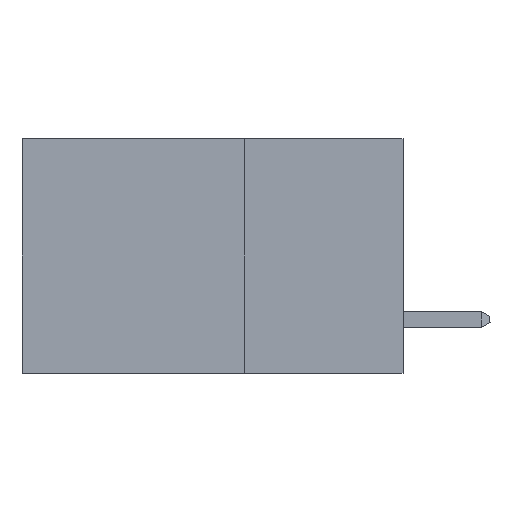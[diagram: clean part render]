
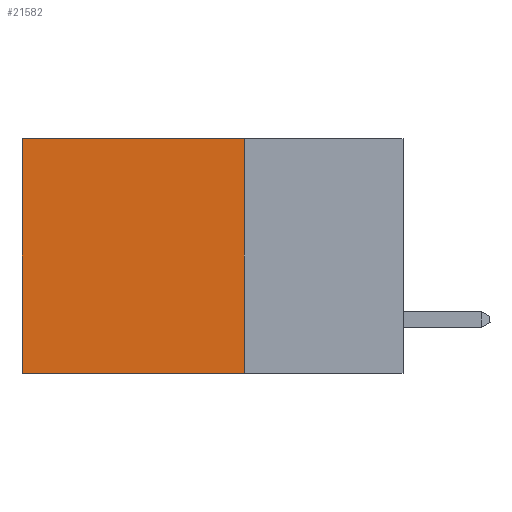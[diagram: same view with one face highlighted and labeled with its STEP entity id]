
A CAD part, left-side view. The second image highlights one B-rep face of the part: STEP entity #21582.
In plain terms, the highlighted planar face has unit normal (-1, 0, 0).
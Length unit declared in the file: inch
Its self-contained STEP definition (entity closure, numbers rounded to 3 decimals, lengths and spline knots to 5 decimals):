
#2148 = VERTEX_POINT ( 'NONE', #10374 ) ;
#2830 = DIRECTION ( 'NONE',  ( 0., 0., -1. ) ) ;
#4030 = VECTOR ( 'NONE', #18376, 39.37008 ) ;
#9860 = EDGE_LOOP ( 'NONE', ( #45905, #10101, #12952, #18685 ) ) ;
#9961 = VERTEX_POINT ( 'NONE', #35990 ) ;
#10101 = ORIENTED_EDGE ( 'NONE', *, *, #43217, .F. ) ;
#10374 = CARTESIAN_POINT ( 'NONE',  ( 0.2875, 0.25, 0. ) ) ;
#10529 = LINE ( 'NONE', #45966, #46350 ) ;
#10545 = VERTEX_POINT ( 'NONE', #47361 ) ;
#10670 = EDGE_CURVE ( 'NONE', #2148, #9961, #10529, .T. ) ;
#12952 = ORIENTED_EDGE ( 'NONE', *, *, #21821, .F. ) ;
#13312 = DIRECTION ( 'NONE',  ( 1., 0., 0. ) ) ;
#16910 = DIRECTION ( 'NONE',  ( 0., 0., -1. ) ) ;
#17545 = LINE ( 'NONE', #22480, #45427 ) ;
#18376 = DIRECTION ( 'NONE',  ( 0., 0., -1. ) ) ;
#18685 = ORIENTED_EDGE ( 'NONE', *, *, #10670, .T. ) ;
#19394 = CARTESIAN_POINT ( 'NONE',  ( 0.2875, 0.25, -0.37 ) ) ;
#21160 = PLANE ( 'NONE',  #46451 ) ;
#21582 = ADVANCED_FACE ( 'NONE', ( #32092 ), #21160, .F. ) ;
#21821 = EDGE_CURVE ( 'NONE', #2148, #42234, #17545, .T. ) ;
#22224 = LINE ( 'NONE', #41730, #4030 ) ;
#22480 = CARTESIAN_POINT ( 'NONE',  ( 0.2875, 0.25, 0. ) ) ;
#30955 = LINE ( 'NONE', #19394, #45513 ) ;
#32092 = FACE_OUTER_BOUND ( 'NONE', #9860, .T. ) ;
#34627 = EDGE_CURVE ( 'NONE', #9961, #10545, #22224, .T. ) ;
#35990 = CARTESIAN_POINT ( 'NONE',  ( 0.2875, 0.6, 0. ) ) ;
#41730 = CARTESIAN_POINT ( 'NONE',  ( 0.2875, 0.6, 0. ) ) ;
#42050 = DIRECTION ( 'NONE',  ( 0., 1., 0. ) ) ;
#42234 = VERTEX_POINT ( 'NONE', #47277 ) ;
#43217 = EDGE_CURVE ( 'NONE', #42234, #10545, #30955, .T. ) ;
#45427 = VECTOR ( 'NONE', #2830, 39.37008 ) ;
#45513 = VECTOR ( 'NONE', #50226, 39.37008 ) ;
#45905 = ORIENTED_EDGE ( 'NONE', *, *, #34627, .T. ) ;
#45966 = CARTESIAN_POINT ( 'NONE',  ( 0.2875, 0.25, 0. ) ) ;
#46350 = VECTOR ( 'NONE', #42050, 39.37008 ) ;
#46451 = AXIS2_PLACEMENT_3D ( 'NONE', #48260, #13312, #16910 ) ;
#47277 = CARTESIAN_POINT ( 'NONE',  ( 0.2875, 0.25, -0.37 ) ) ;
#47361 = CARTESIAN_POINT ( 'NONE',  ( 0.2875, 0.6, -0.37 ) ) ;
#48260 = CARTESIAN_POINT ( 'NONE',  ( 0.2875, 0.25, 0. ) ) ;
#50226 = DIRECTION ( 'NONE',  ( 0., 1., 0. ) ) ;
